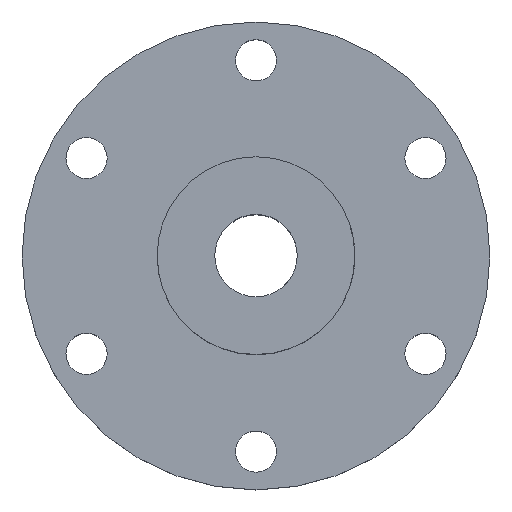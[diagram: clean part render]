
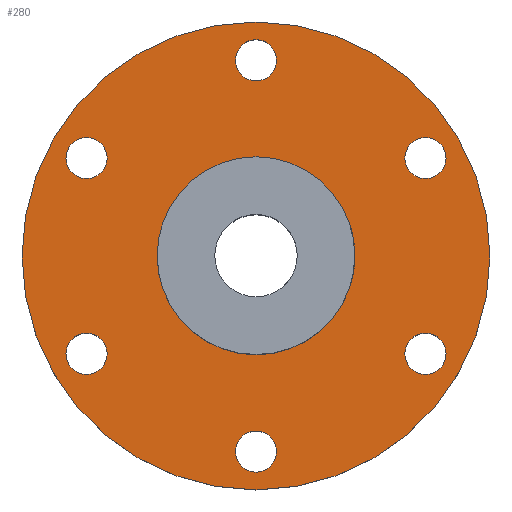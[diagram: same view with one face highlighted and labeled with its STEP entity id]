
A CAD part, top view. The second image highlights one B-rep face of the part: STEP entity #280.
In plain terms, the highlighted planar face has unit normal (0, 0, 1).
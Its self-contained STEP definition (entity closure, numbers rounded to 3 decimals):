
#16=FACE_BOUND('',#59,.T.);
#17=FACE_BOUND('',#60,.T.);
#18=FACE_BOUND('',#61,.T.);
#19=FACE_BOUND('',#62,.T.);
#20=FACE_BOUND('',#63,.T.);
#21=FACE_BOUND('',#64,.T.);
#22=FACE_BOUND('',#65,.T.);
#31=PLANE('',#325);
#44=FACE_OUTER_BOUND('',#58,.T.);
#58=EDGE_LOOP('',(#243));
#59=EDGE_LOOP('',(#244));
#60=EDGE_LOOP('',(#245));
#61=EDGE_LOOP('',(#246));
#62=EDGE_LOOP('',(#247));
#63=EDGE_LOOP('',(#248));
#64=EDGE_LOOP('',(#249));
#65=EDGE_LOOP('',(#250));
#108=CIRCLE('',#302,2.5);
#110=CIRCLE('',#305,2.5);
#112=CIRCLE('',#308,2.5);
#114=CIRCLE('',#311,2.5);
#116=CIRCLE('',#314,2.5);
#118=CIRCLE('',#317,2.5);
#120=CIRCLE('',#320,12.);
#121=CIRCLE('',#323,28.4);
#133=VERTEX_POINT('',#501);
#135=VERTEX_POINT('',#507);
#137=VERTEX_POINT('',#513);
#139=VERTEX_POINT('',#519);
#141=VERTEX_POINT('',#525);
#143=VERTEX_POINT('',#531);
#145=VERTEX_POINT('',#538);
#146=VERTEX_POINT('',#543);
#162=EDGE_CURVE('',#133,#133,#108,.T.);
#165=EDGE_CURVE('',#135,#135,#110,.T.);
#168=EDGE_CURVE('',#137,#137,#112,.T.);
#171=EDGE_CURVE('',#139,#139,#114,.T.);
#174=EDGE_CURVE('',#141,#141,#116,.T.);
#177=EDGE_CURVE('',#143,#143,#118,.T.);
#181=EDGE_CURVE('',#145,#145,#120,.T.);
#182=EDGE_CURVE('',#146,#146,#121,.T.);
#243=ORIENTED_EDGE('',*,*,#182,.T.);
#244=ORIENTED_EDGE('',*,*,#162,.T.);
#245=ORIENTED_EDGE('',*,*,#165,.T.);
#246=ORIENTED_EDGE('',*,*,#168,.T.);
#247=ORIENTED_EDGE('',*,*,#171,.T.);
#248=ORIENTED_EDGE('',*,*,#174,.T.);
#249=ORIENTED_EDGE('',*,*,#177,.T.);
#250=ORIENTED_EDGE('',*,*,#181,.T.);
#280=ADVANCED_FACE('',(#44,#16,#17,#18,#19,#20,#21,#22),#31,.T.);
#302=AXIS2_PLACEMENT_3D('',#503,#345,#346);
#305=AXIS2_PLACEMENT_3D('',#509,#352,#353);
#308=AXIS2_PLACEMENT_3D('',#515,#359,#360);
#311=AXIS2_PLACEMENT_3D('',#521,#366,#367);
#314=AXIS2_PLACEMENT_3D('',#527,#373,#374);
#317=AXIS2_PLACEMENT_3D('',#533,#380,#381);
#320=AXIS2_PLACEMENT_3D('',#540,#388,#389);
#323=AXIS2_PLACEMENT_3D('',#544,#394,#395);
#325=AXIS2_PLACEMENT_3D('',#548,#399,#400);
#345=DIRECTION('center_axis',(0.,0.,-1.));
#346=DIRECTION('ref_axis',(1.,0.,0.));
#352=DIRECTION('center_axis',(0.,0.,-1.));
#353=DIRECTION('ref_axis',(1.,0.,0.));
#359=DIRECTION('center_axis',(0.,0.,-1.));
#360=DIRECTION('ref_axis',(1.,0.,0.));
#366=DIRECTION('center_axis',(0.,0.,-1.));
#367=DIRECTION('ref_axis',(1.,0.,0.));
#373=DIRECTION('center_axis',(0.,0.,-1.));
#374=DIRECTION('ref_axis',(1.,0.,0.));
#380=DIRECTION('center_axis',(0.,0.,-1.));
#381=DIRECTION('ref_axis',(1.,0.,0.));
#388=DIRECTION('center_axis',(0.,0.,-1.));
#389=DIRECTION('ref_axis',(-1.,0.,0.));
#394=DIRECTION('center_axis',(0.,0.,1.));
#395=DIRECTION('ref_axis',(-1.,0.,0.));
#399=DIRECTION('center_axis',(0.,0.,1.));
#400=DIRECTION('ref_axis',(-1.,0.,0.));
#501=CARTESIAN_POINT('',(-2.5,23.75,8.5));
#503=CARTESIAN_POINT('Origin',(0.,23.75,8.5));
#507=CARTESIAN_POINT('',(-2.5,-23.75,8.5));
#509=CARTESIAN_POINT('Origin',(0.,-23.75,8.5));
#513=CARTESIAN_POINT('',(-23.068,-11.875,8.5));
#515=CARTESIAN_POINT('Origin',(-20.568,-11.875,8.5));
#519=CARTESIAN_POINT('',(18.068,11.875,8.5));
#521=CARTESIAN_POINT('Origin',(20.568,11.875,8.5));
#525=CARTESIAN_POINT('',(-23.068,11.875,8.5));
#527=CARTESIAN_POINT('Origin',(-20.568,11.875,8.5));
#531=CARTESIAN_POINT('',(18.068,-11.875,8.5));
#533=CARTESIAN_POINT('Origin',(20.568,-11.875,8.5));
#538=CARTESIAN_POINT('',(12.,0.,8.5));
#540=CARTESIAN_POINT('Origin',(0.,0.,8.5));
#543=CARTESIAN_POINT('',(28.4,0.,8.5));
#544=CARTESIAN_POINT('Origin',(0.,0.,8.5));
#548=CARTESIAN_POINT('Origin',(0.,0.,8.5));
